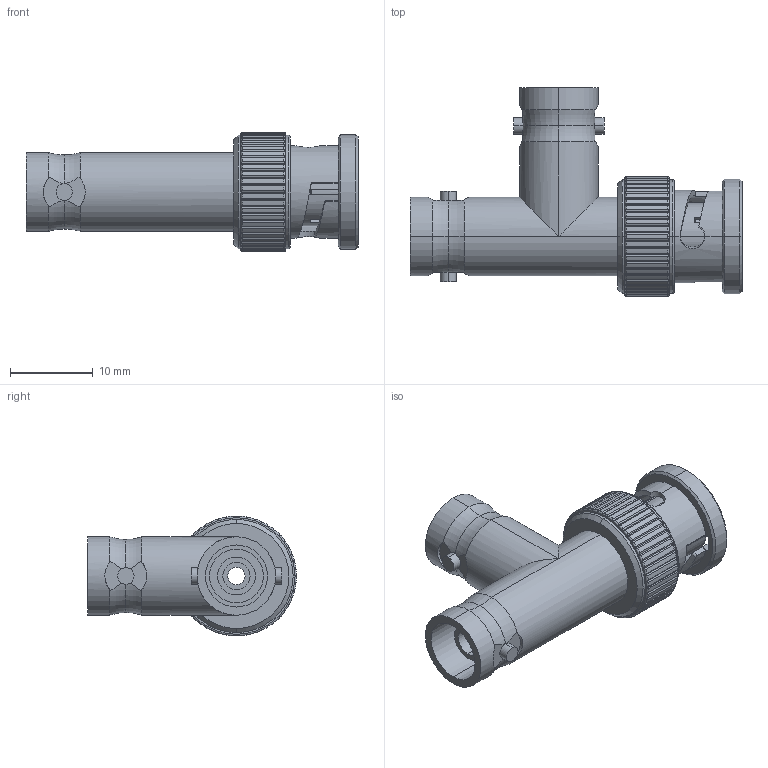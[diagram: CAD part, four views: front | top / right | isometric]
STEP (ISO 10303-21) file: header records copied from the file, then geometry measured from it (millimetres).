
FILE_DESCRIPTION (( 'STEP AP214' ), '1' );
FILE_NAME ('SM3447_3D.STEP', '2022-08-29T22:03:42', ( '' ), ( '' ), 'SwSTEP 2.0', 'SolidWorks 2021', '' );
FILE_SCHEMA (( 'AUTOMOTIVE_DESIGN' ));
Length unit declared in the file: millimetre
Products named in the file (1): SM3447_3D
Bounding box: 40.13 x 25.24 x 14.5 mm (x, y, z)
Volume: 3228.9 mm3; surface area: 4392.5 mm2
Topology: 2 solids, 2 shells, 344 faces, 946 edges, 618 vertices
Faces by surface type: plane 178, cylinder 124, torus 25, cone 9, bspline 8
Entity records: 12951 total; most frequent: CARTESIAN_POINT 4186, ORIENTED_EDGE 1892, DIRECTION 1621, EDGE_CURVE 946, AXIS2_PLACEMENT_3D 641, VERTEX_POINT 618, EDGE_LOOP 364, FACE_OUTER_BOUND 344
